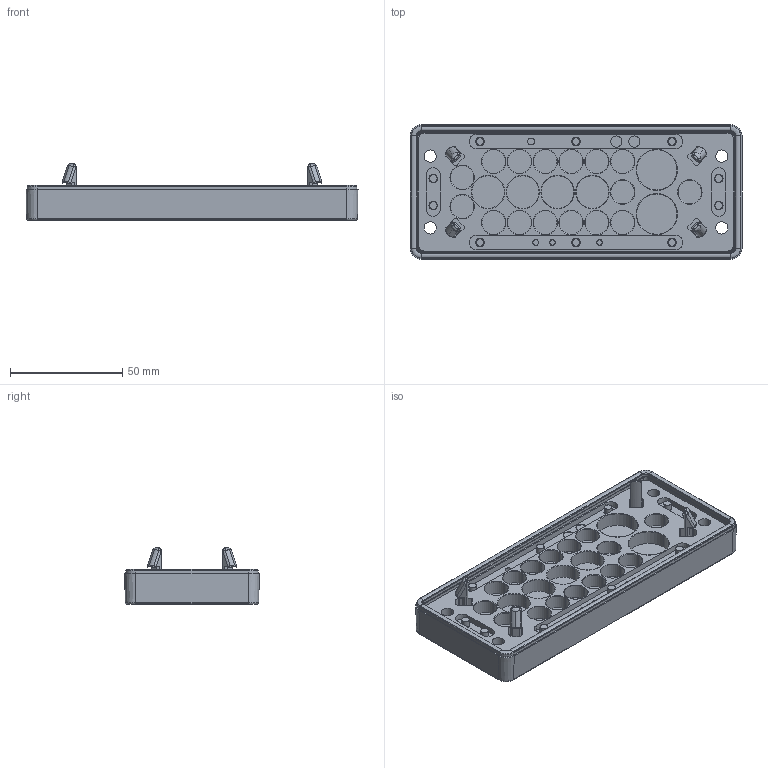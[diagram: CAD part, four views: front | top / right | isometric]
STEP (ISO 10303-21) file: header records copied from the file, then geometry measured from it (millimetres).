
FILE_DESCRIPTION (( 'STEP AP203' ), '1' );
FILE_NAME ('567399.step', '2020-12-17T18:34:06', ( '' ), ( '' ), 'SwSTEP 2.0', 'SolidWorks 2019', '' );
FILE_SCHEMA (( 'CONFIG_CONTROL_DESIGN' ));
Products named in the file (1): 567399
Bounding box: 148 x 60 x 25 mm (x, y, z)
Volume: 72324.3 mm3; surface area: 70906.1 mm2
Topology: 4 solids, 4 shells, 3002 faces, 7744 edges, 4654 vertices
Faces by surface type: cylinder 994, plane 902, bspline 372, torus 348, cone 258, sphere 128
Entity records: 103208 total; most frequent: CARTESIAN_POINT 34299, ORIENTED_EDGE 15196, DIRECTION 13184, EDGE_CURVE 7598, AXIS2_PLACEMENT_3D 4822, VERTEX_POINT 4654, VECTOR 3540, LINE 3540
